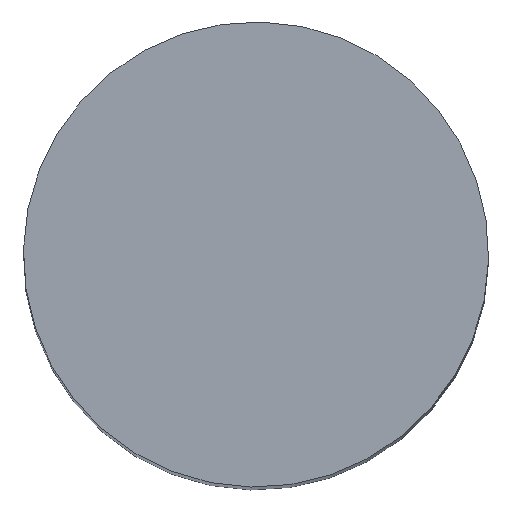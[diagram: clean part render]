
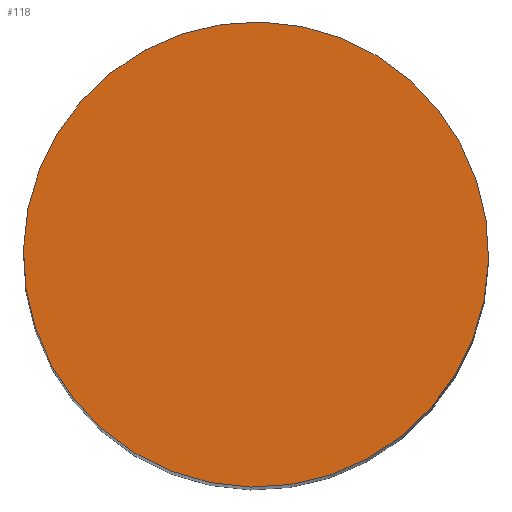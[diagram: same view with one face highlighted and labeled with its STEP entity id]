
A CAD part, top view. The second image highlights one B-rep face of the part: STEP entity #118.
In plain terms, the highlighted planar face has unit normal (0, 0, 1).
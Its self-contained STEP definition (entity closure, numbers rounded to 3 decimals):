
#57=CARTESIAN_POINT('Axis2P3D Location',(0.,0.,42.269)) ;
#61=CARTESIAN_POINT('Vertex',(4.315,-7.898,42.269)) ;
#63=CARTESIAN_POINT('Vertex',(-4.315,7.898,42.269)) ;
#92=CARTESIAN_POINT('Axis2P3D Location',(0.,0.,42.269)) ;
#109=CARTESIAN_POINT('Axis2P3D Location',(0.,-9.,42.269)) ;
#58=DIRECTION('Axis2P3D Direction',(0.,0.,1.)) ;
#93=DIRECTION('Axis2P3D Direction',(0.,0.,1.)) ;
#110=DIRECTION('Axis2P3D Direction',(0.,0.,1.)) ;
#111=DIRECTION('Axis2P3D XDirection',(1.,0.,0.)) ;
#59=AXIS2_PLACEMENT_3D('Circle Axis2P3D',#57,#58,$) ;
#94=AXIS2_PLACEMENT_3D('Circle Axis2P3D',#92,#93,$) ;
#112=AXIS2_PLACEMENT_3D('Plane Axis2P3D',#109,#110,#111) ;
#115=ORIENTED_EDGE('',*,*,#65,.T.) ;
#116=ORIENTED_EDGE('',*,*,#96,.T.) ;
#118=ADVANCED_FACE('PartBody',(#117),#113,.T.) ;
#60=CIRCLE('generated circle',#59,9.) ;
#95=CIRCLE('generated circle',#94,9.) ;
#65=EDGE_CURVE('',#62,#64,#60,.T.) ;
#96=EDGE_CURVE('',#64,#62,#95,.T.) ;
#114=EDGE_LOOP('',(#115,#116)) ;
#117=FACE_OUTER_BOUND('',#114,.T.) ;
#113=PLANE('',#112) ;
#62=VERTEX_POINT('',#61) ;
#64=VERTEX_POINT('',#63) ;
